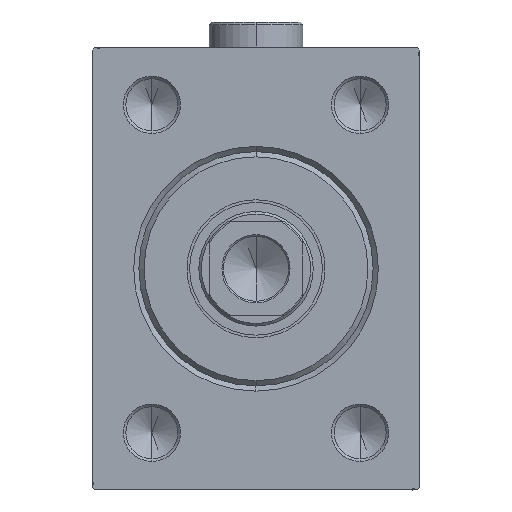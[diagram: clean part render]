
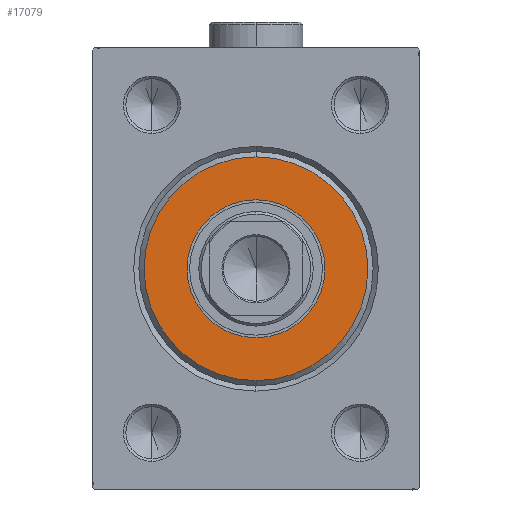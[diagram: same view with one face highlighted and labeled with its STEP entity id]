
A CAD part, left-side view. The second image highlights one B-rep face of the part: STEP entity #17079.
In plain terms, the highlighted face is planar.
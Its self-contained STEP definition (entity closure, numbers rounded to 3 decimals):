
#1069 = ORIENTED_EDGE ( 'NONE', *, *, #21675, .F. ) ;
#2798 = ORIENTED_EDGE ( 'NONE', *, *, #31487, .T. ) ;
#4422 = DIRECTION ( 'NONE',  ( 1., 0., 0. ) ) ;
#6959 = CARTESIAN_POINT ( 'NONE',  ( 3., 0., -13.25 ) ) ;
#7106 = DIRECTION ( 'NONE',  ( 0., 0., -1. ) ) ;
#7412 = DIRECTION ( 'NONE',  ( 1., 0., 0. ) ) ;
#8556 = EDGE_CURVE ( 'NONE', #39548, #32411, #35384, .T. ) ;
#8679 = DIRECTION ( 'NONE',  ( 1., 0., 0. ) ) ;
#9170 = ORIENTED_EDGE ( 'NONE', *, *, #8556, .T. ) ;
#9490 = CARTESIAN_POINT ( 'NONE',  ( 3., 0., 21.5 ) ) ;
#10527 = CARTESIAN_POINT ( 'NONE',  ( 3., 0., 0. ) ) ;
#10661 = AXIS2_PLACEMENT_3D ( 'NONE', #15575, #8679, #28896 ) ;
#15575 = CARTESIAN_POINT ( 'NONE',  ( 3., 0., 0. ) ) ;
#16517 = EDGE_CURVE ( 'NONE', #41198, #24923, #33396, .T. ) ;
#16877 = AXIS2_PLACEMENT_3D ( 'NONE', #35865, #4422, #42130 ) ;
#17079 = ADVANCED_FACE ( 'NONE', ( #41982, #42446 ), #34869, .T. ) ;
#17529 = CARTESIAN_POINT ( 'NONE',  ( 3., 0., 0. ) ) ;
#17633 = CIRCLE ( 'NONE', #16877, 21.5 ) ;
#17652 = DIRECTION ( 'NONE',  ( 0., 0., -1. ) ) ;
#17983 = DIRECTION ( 'NONE',  ( 0., 0., -1. ) ) ;
#21675 = EDGE_CURVE ( 'NONE', #24923, #41198, #41521, .T. ) ;
#23920 = EDGE_LOOP ( 'NONE', ( #1069, #44643 ) ) ;
#24923 = VERTEX_POINT ( 'NONE', #6959 ) ;
#24953 = CARTESIAN_POINT ( 'NONE',  ( 3., 0., -21.5 ) ) ;
#28896 = DIRECTION ( 'NONE',  ( 0., 0., -1. ) ) ;
#31487 = EDGE_CURVE ( 'NONE', #32411, #39548, #17633, .T. ) ;
#32411 = VERTEX_POINT ( 'NONE', #24953 ) ;
#33239 = EDGE_LOOP ( 'NONE', ( #9170, #2798 ) ) ;
#33396 = CIRCLE ( 'NONE', #10661, 13.25 ) ;
#34213 = AXIS2_PLACEMENT_3D ( 'NONE', #17529, #7412, #17983 ) ;
#34439 = CARTESIAN_POINT ( 'NONE',  ( 3., 0., 0. ) ) ;
#34869 = PLANE ( 'NONE',  #37104 ) ;
#34885 = DIRECTION ( 'NONE',  ( 1., 0., 0. ) ) ;
#35384 = CIRCLE ( 'NONE', #36148, 21.5 ) ;
#35865 = CARTESIAN_POINT ( 'NONE',  ( 3., 0., 0. ) ) ;
#36148 = AXIS2_PLACEMENT_3D ( 'NONE', #34439, #34885, #7106 ) ;
#37104 = AXIS2_PLACEMENT_3D ( 'NONE', #10527, #45435, #17652 ) ;
#39548 = VERTEX_POINT ( 'NONE', #9490 ) ;
#41198 = VERTEX_POINT ( 'NONE', #43294 ) ;
#41521 = CIRCLE ( 'NONE', #34213, 13.25 ) ;
#41982 = FACE_OUTER_BOUND ( 'NONE', #33239, .T. ) ;
#42130 = DIRECTION ( 'NONE',  ( 0., 0., -1. ) ) ;
#42446 = FACE_BOUND ( 'NONE', #23920, .T. ) ;
#43294 = CARTESIAN_POINT ( 'NONE',  ( 3., 0., 13.25 ) ) ;
#44643 = ORIENTED_EDGE ( 'NONE', *, *, #16517, .F. ) ;
#45435 = DIRECTION ( 'NONE',  ( 1., 0., 0. ) ) ;
